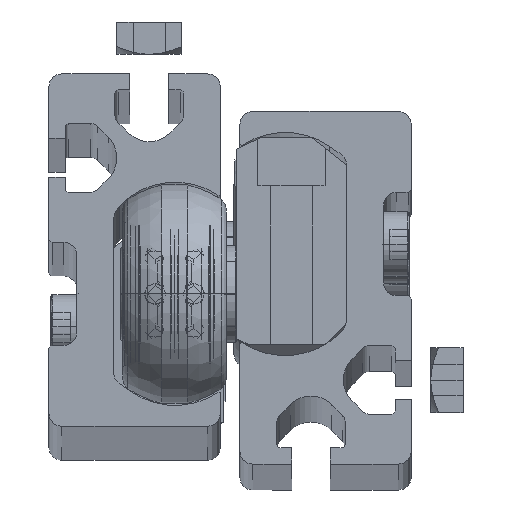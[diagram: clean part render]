
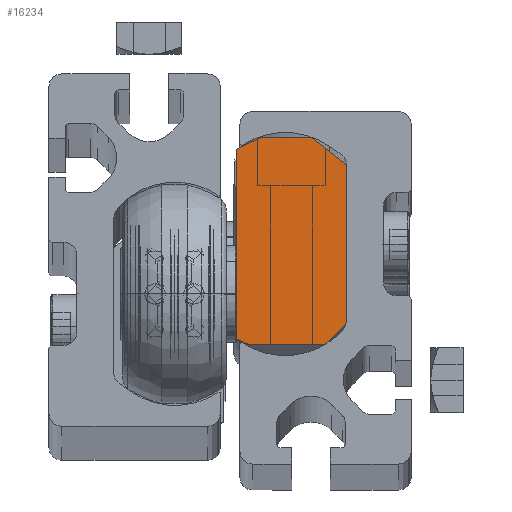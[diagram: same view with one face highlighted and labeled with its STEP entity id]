
A CAD part, top view. The second image highlights one B-rep face of the part: STEP entity #16234.
In plain terms, the highlighted face is planar.
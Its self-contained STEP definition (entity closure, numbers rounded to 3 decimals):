
#533 = VERTEX_POINT ( 'NONE', #8631 ) ;
#590 = LINE ( 'NONE', #17939, #1214 ) ;
#595 = LINE ( 'NONE', #911, #13114 ) ;
#762 = CARTESIAN_POINT ( 'NONE',  ( -19., 16.5, -4.6 ) ) ;
#911 = CARTESIAN_POINT ( 'NONE',  ( -19., 14.681, -8.5 ) ) ;
#1102 = ORIENTED_EDGE ( 'NONE', *, *, #3710, .T. ) ;
#1214 = VECTOR ( 'NONE', #19699, 1000. ) ;
#1615 = ORIENTED_EDGE ( 'NONE', *, *, #8084, .T. ) ;
#2132 = DIRECTION ( 'NONE',  ( 0., -0.707, -0.707 ) ) ;
#2234 = LINE ( 'NONE', #14687, #11514 ) ;
#2449 = LINE ( 'NONE', #8808, #5137 ) ;
#3033 = CARTESIAN_POINT ( 'NONE',  ( -19., -15.5, -6.7 ) ) ;
#3047 = EDGE_CURVE ( 'NONE', #533, #13616, #18232, .T. ) ;
#3290 = ORIENTED_EDGE ( 'NONE', *, *, #19712, .F. ) ;
#3699 = VERTEX_POINT ( 'NONE', #5381 ) ;
#3710 = EDGE_CURVE ( 'NONE', #10804, #533, #595, .T. ) ;
#3823 = ORIENTED_EDGE ( 'NONE', *, *, #3047, .T. ) ;
#4012 = CARTESIAN_POINT ( 'NONE',  ( -19., 14.681, -8.5 ) ) ;
#4238 = EDGE_CURVE ( 'NONE', #3699, #13616, #15604, .T. ) ;
#5137 = VECTOR ( 'NONE', #18340, 1000. ) ;
#5381 = CARTESIAN_POINT ( 'NONE',  ( -19., -15.5, 5.2 ) ) ;
#5756 = VECTOR ( 'NONE', #6569, 1000. ) ;
#5889 = CARTESIAN_POINT ( 'NONE',  ( -19., -15.5, 5.2 ) ) ;
#5927 = EDGE_CURVE ( 'NONE', #15589, #10831, #12809, .T. ) ;
#6569 = DIRECTION ( 'NONE',  ( 0., 0.616, -0.788 ) ) ;
#6574 = VECTOR ( 'NONE', #17188, 1000. ) ;
#8084 = EDGE_CURVE ( 'NONE', #13094, #15589, #2449, .T. ) ;
#8631 = CARTESIAN_POINT ( 'NONE',  ( -19., -14.661, -8.5 ) ) ;
#8806 = CARTESIAN_POINT ( 'NONE',  ( -19., 1.5, 22.2 ) ) ;
#8808 = CARTESIAN_POINT ( 'NONE',  ( -19., -12.2, 8.5 ) ) ;
#8854 = ORIENTED_EDGE ( 'NONE', *, *, #19428, .T. ) ;
#9312 = ORIENTED_EDGE ( 'NONE', *, *, #19771, .F. ) ;
#9790 = CARTESIAN_POINT ( 'NONE',  ( -19., 16.5, 3. ) ) ;
#10029 = DIRECTION ( 'NONE',  ( 0., 0., 1. ) ) ;
#10467 = PLANE ( 'NONE',  #14704 ) ;
#10624 = ORIENTED_EDGE ( 'NONE', *, *, #5927, .T. ) ;
#10804 = VERTEX_POINT ( 'NONE', #4012 ) ;
#10831 = VERTEX_POINT ( 'NONE', #9790 ) ;
#11514 = VECTOR ( 'NONE', #2132, 1000. ) ;
#11678 = ORIENTED_EDGE ( 'NONE', *, *, #4238, .F. ) ;
#11730 = DIRECTION ( 'NONE',  ( 0., -1., 0. ) ) ;
#11909 = LINE ( 'NONE', #762, #17157 ) ;
#12809 = LINE ( 'NONE', #14452, #5756 ) ;
#13094 = VERTEX_POINT ( 'NONE', #18859 ) ;
#13114 = VECTOR ( 'NONE', #11730, 1000. ) ;
#13616 = VERTEX_POINT ( 'NONE', #3033 ) ;
#14452 = CARTESIAN_POINT ( 'NONE',  ( -19., 12.203, 8.5 ) ) ;
#14687 = CARTESIAN_POINT ( 'NONE',  ( -19., -12.2, 8.5 ) ) ;
#14704 = AXIS2_PLACEMENT_3D ( 'NONE', #8806, #18135, #16778 ) ;
#15589 = VERTEX_POINT ( 'NONE', #17799 ) ;
#15604 = LINE ( 'NONE', #5889, #6574 ) ;
#16234 = ADVANCED_FACE ( 'NONE', ( #16461 ), #10467, .T. ) ;
#16461 = FACE_OUTER_BOUND ( 'NONE', #16955, .T. ) ;
#16778 = DIRECTION ( 'NONE',  ( 0., 0., 1. ) ) ;
#16955 = EDGE_LOOP ( 'NONE', ( #10624, #9312, #8854, #1102, #3823, #11678, #3290, #1615 ) ) ;
#17157 = VECTOR ( 'NONE', #10029, 1000. ) ;
#17188 = DIRECTION ( 'NONE',  ( 0., 0., -1. ) ) ;
#17799 = CARTESIAN_POINT ( 'NONE',  ( -19., 12.203, 8.5 ) ) ;
#17816 = CARTESIAN_POINT ( 'NONE',  ( -19., -14.661, -8.5 ) ) ;
#17918 = DIRECTION ( 'NONE',  ( 0., -0.423, 0.906 ) ) ;
#17939 = CARTESIAN_POINT ( 'NONE',  ( -19., 16.5, -4.6 ) ) ;
#17992 = VERTEX_POINT ( 'NONE', #19727 ) ;
#18135 = DIRECTION ( 'NONE',  ( -1., 0., 0. ) ) ;
#18232 = LINE ( 'NONE', #17816, #19677 ) ;
#18340 = DIRECTION ( 'NONE',  ( 0., 1., 0. ) ) ;
#18859 = CARTESIAN_POINT ( 'NONE',  ( -19., -12.2, 8.5 ) ) ;
#19428 = EDGE_CURVE ( 'NONE', #17992, #10804, #590, .T. ) ;
#19677 = VECTOR ( 'NONE', #17918, 1000. ) ;
#19699 = DIRECTION ( 'NONE',  ( 0., -0.423, -0.906 ) ) ;
#19712 = EDGE_CURVE ( 'NONE', #13094, #3699, #2234, .T. ) ;
#19727 = CARTESIAN_POINT ( 'NONE',  ( -19., 16.5, -4.6 ) ) ;
#19771 = EDGE_CURVE ( 'NONE', #17992, #10831, #11909, .T. ) ;
